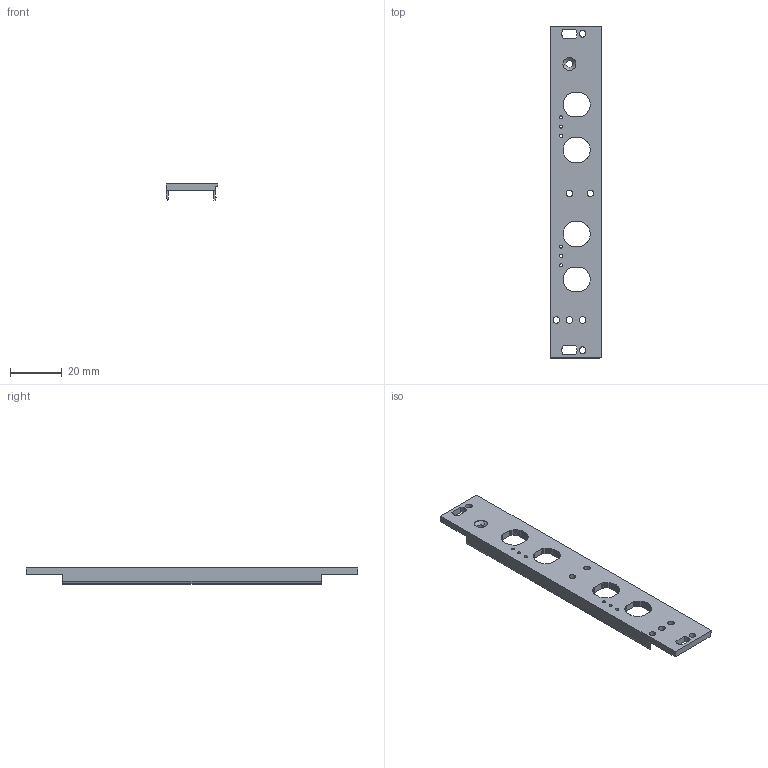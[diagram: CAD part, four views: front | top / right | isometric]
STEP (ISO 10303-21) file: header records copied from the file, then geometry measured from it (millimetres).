
FILE_DESCRIPTION(('FreeCAD Model'),'2;1');
FILE_NAME('Open CASCADE Shape Model','2024-10-29T16:38:59',(''),(''), 'Open CASCADE STEP processor 7.6','FreeCAD','Unknown');
FILE_SCHEMA(('AUTOMOTIVE_DESIGN { 1 0 10303 214 1 1 1 1 }'));
Length unit declared in the file: millimetre
Products named in the file (1): Common
Bounding box: 19.98 x 128.4 x 6.2 mm (x, y, z)
Volume: 5808.4 mm3; surface area: 7160.9 mm2
Topology: 1 solids, 1 shells, 345 faces, 1023 edges, 680 vertices
Faces by surface type: plane 291, cylinder 52, cone 2
Full cylindrical faces by diameter (mm): 1.2 x6, 2.5 x2
Entity records: 13414 total; most frequent: CARTESIAN_POINT 2049, ORIENTED_EDGE 2046, DIRECTION 1819, EDGE_CURVE 1023, LINE 919, VECTOR 919, VERTEX_POINT 680, AXIS2_PLACEMENT_3D 450
